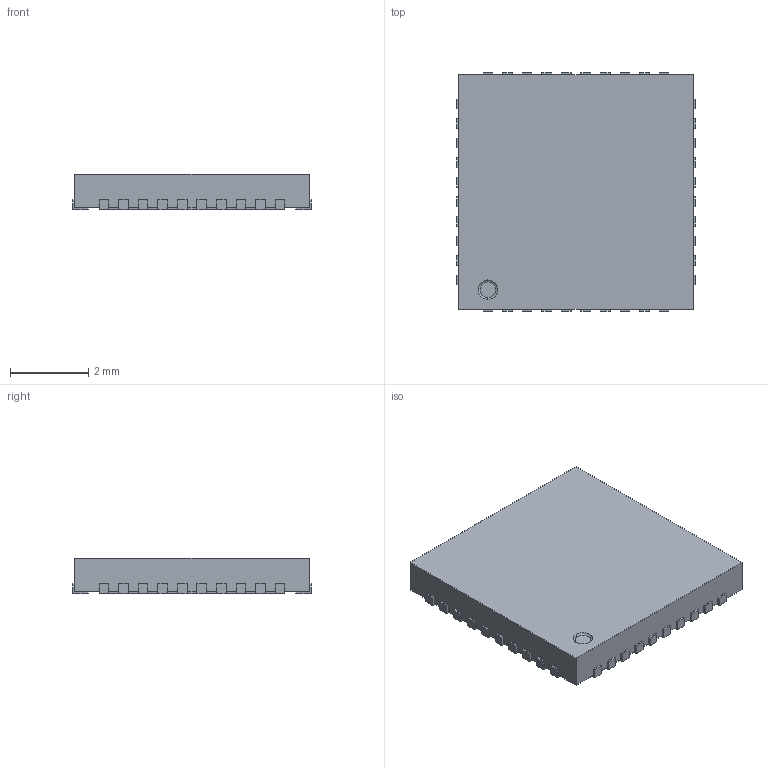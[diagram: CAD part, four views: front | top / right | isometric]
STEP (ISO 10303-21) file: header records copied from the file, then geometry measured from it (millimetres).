
FILE_DESCRIPTION (( 'STEP AP214' ), '1' );
FILE_NAME ( 'QFN41P50_600X600X90L40X25T462.STEP', '2019-12-19T14:59:27', ( '' ), ( '' ), '', '©2017 PCB Libraries, Inc.', '' );
FILE_SCHEMA (( 'AUTOMOTIVE_DESIGN' ));
Length unit declared in the file: millimetre
Products named in the file (1): QFN41P50_600X600X90L40X25T462
Bounding box: 6.1 x 6.1 x 0.9 mm (x, y, z)
Volume: 32 mm3; surface area: 151.5 mm2
Topology: 42 solids, 42 shells, 335 faces, 750 edges, 500 vertices
Faces by surface type: plane 333, torus 2
Entity records: 10489 total; most frequent: CARTESIAN_POINT 1586, ORIENTED_EDGE 1500, DIRECTION 1428, EDGE_CURVE 750, VECTOR 744, LINE 744, VERTEX_POINT 500, STYLED_ITEM 378
